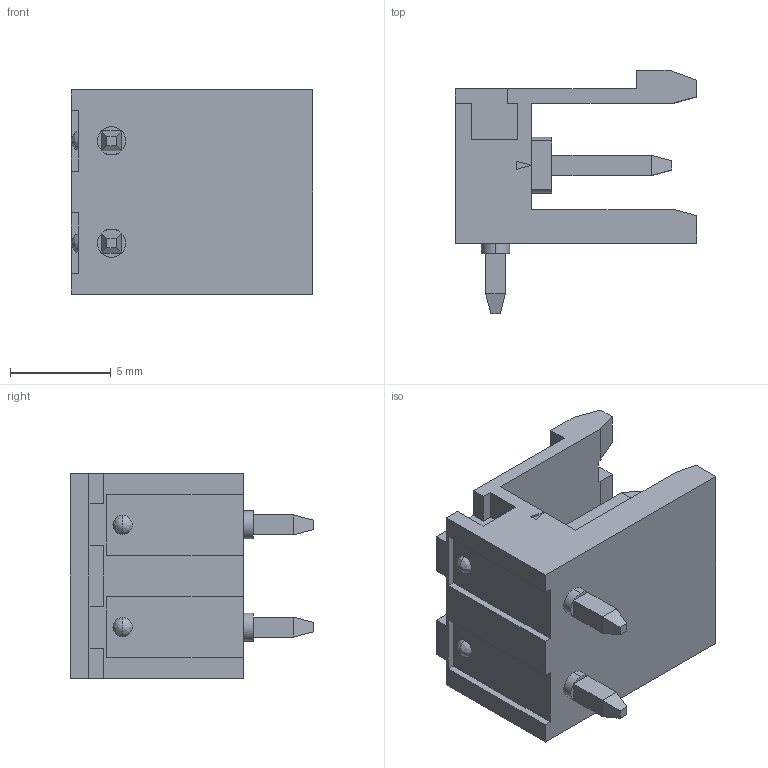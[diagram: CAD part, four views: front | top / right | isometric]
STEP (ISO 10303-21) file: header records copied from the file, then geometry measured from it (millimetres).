
FILE_DESCRIPTION (( 'STEP AP214' ), '1' );
FILE_NAME ('User Library-MSTB 2,5-2-G-5,08 1770711.STEP', '2017-04-22T21:27:37', ( 'Windows User' ), ( '' ), 'SwSTEP 2.0', 'SolidWorks 2017', '' );
FILE_SCHEMA (( 'AUTOMOTIVE_DESIGN' ));
Length unit declared in the file: millimetre
Products named in the file (2): User Library-MSTB 2,5-2-G-5,08 1770711_mstb_2.5-2-g-5.08-la; User Library-MSTB 2,5-2-G-5,08 1770711
Assembly tree (1 placements, depth 2):
  User Library-MSTB 2,5-2-G-5,08 1770711
    User Library-MSTB 2,5-2-G-5,08 1770711_mstb_2.5-2-g-5.08-la
Bounding box: 12 x 12.1 x 10.16 mm (x, y, z)
Volume: 452.1 mm3; surface area: 821.1 mm2
Topology: 1 solids, 1 shells, 172 faces, 435 edges, 276 vertices
Faces by surface type: plane 135, cylinder 31, bspline 4, cone 2
Entity records: 7069 total; most frequent: CARTESIAN_POINT 955, ORIENTED_EDGE 862, DIRECTION 851, EDGE_CURVE 431, VECTOR 347, LINE 347, VERTEX_POINT 276, AXIS2_PLACEMENT_3D 252
